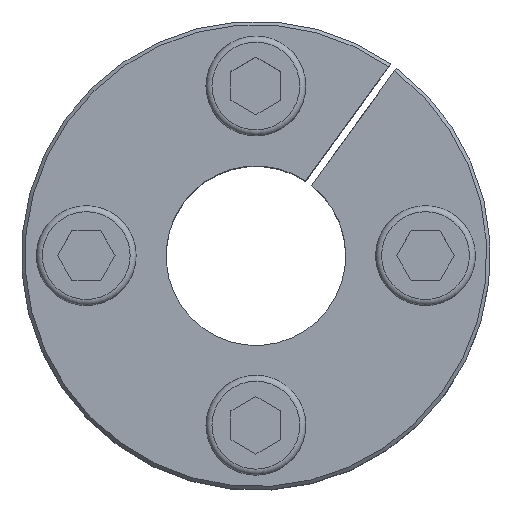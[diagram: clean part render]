
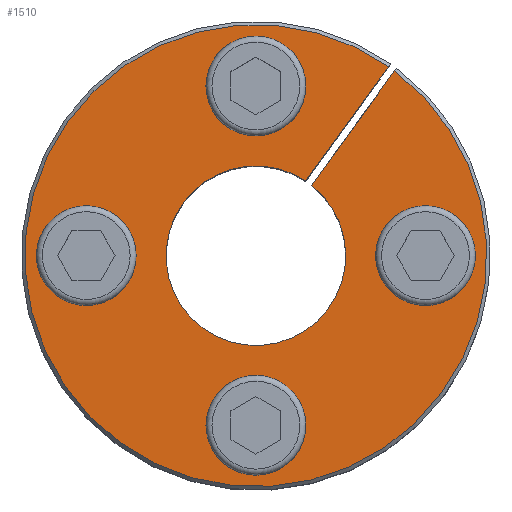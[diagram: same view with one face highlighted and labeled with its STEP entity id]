
A CAD part, top view. The second image highlights one B-rep face of the part: STEP entity #1510.
In plain terms, the highlighted planar face has unit normal (0, 0, 1).
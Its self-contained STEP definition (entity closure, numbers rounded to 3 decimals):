
#117=LINE('',#2523,#231);
#122=LINE('',#2534,#236);
#231=VECTOR('',#1996,1.);
#236=VECTOR('',#2003,1.);
#299=PLANE('',#1680);
#343=FACE_BOUND('',#549,.T.);
#344=FACE_BOUND('',#550,.T.);
#345=FACE_BOUND('',#551,.T.);
#346=FACE_BOUND('',#552,.T.);
#436=FACE_OUTER_BOUND('',#548,.T.);
#548=EDGE_LOOP('',(#1321,#1322,#1323,#1324));
#549=EDGE_LOOP('',(#1325));
#550=EDGE_LOOP('',(#1326));
#551=EDGE_LOOP('',(#1327));
#552=EDGE_LOOP('',(#1328));
#559=CIRCLE('',#1550,5.);
#566=CIRCLE('',#1570,5.);
#573=CIRCLE('',#1590,5.);
#580=CIRCLE('',#1610,5.);
#615=CIRCLE('',#1677,23.15);
#616=CIRCLE('',#1679,9.);
#636=VERTEX_POINT('',#2168);
#656=VERTEX_POINT('',#2240);
#676=VERTEX_POINT('',#2312);
#696=VERTEX_POINT('',#2384);
#718=VERTEX_POINT('',#2490);
#732=VERTEX_POINT('',#2521);
#735=VERTEX_POINT('',#2530);
#737=VERTEX_POINT('',#2533);
#778=EDGE_CURVE('',#636,#636,#559,.T.);
#804=EDGE_CURVE('',#656,#656,#566,.T.);
#830=EDGE_CURVE('',#676,#676,#573,.T.);
#856=EDGE_CURVE('',#696,#696,#580,.T.);
#903=EDGE_CURVE('',#718,#732,#117,.T.);
#908=EDGE_CURVE('',#737,#735,#122,.T.);
#943=EDGE_CURVE('',#718,#735,#615,.T.);
#944=EDGE_CURVE('',#732,#737,#616,.T.);
#1321=ORIENTED_EDGE('',*,*,#903,.T.);
#1322=ORIENTED_EDGE('',*,*,#944,.T.);
#1323=ORIENTED_EDGE('',*,*,#908,.T.);
#1324=ORIENTED_EDGE('',*,*,#943,.F.);
#1325=ORIENTED_EDGE('',*,*,#778,.T.);
#1326=ORIENTED_EDGE('',*,*,#804,.T.);
#1327=ORIENTED_EDGE('',*,*,#830,.T.);
#1328=ORIENTED_EDGE('',*,*,#856,.T.);
#1510=ADVANCED_FACE('',(#436,#343,#344,#345,#346),#299,.T.);
#1550=AXIS2_PLACEMENT_3D('',#2169,#1739,#1740);
#1570=AXIS2_PLACEMENT_3D('',#2241,#1797,#1798);
#1590=AXIS2_PLACEMENT_3D('',#2313,#1855,#1856);
#1610=AXIS2_PLACEMENT_3D('',#2385,#1913,#1914);
#1677=AXIS2_PLACEMENT_3D('',#2604,#2089,#2090);
#1679=AXIS2_PLACEMENT_3D('',#2606,#2093,#2094);
#1680=AXIS2_PLACEMENT_3D('',#2607,#2095,#2096);
#1739=DIRECTION('center_axis',(0.,0.,
-1.));
#1740=DIRECTION('ref_axis',(-1.,0.,0.));
#1797=DIRECTION('center_axis',(0.,0.,
-1.));
#1798=DIRECTION('ref_axis',(0.,-1.,0.));
#1855=DIRECTION('center_axis',(0.,0.,
-1.));
#1856=DIRECTION('ref_axis',(1.,0.,0.));
#1913=DIRECTION('center_axis',(0.,0.,
-1.));
#1914=DIRECTION('ref_axis',(0.,1.,0.));
#1996=DIRECTION('',(-0.588,-0.809,0.));
#2003=DIRECTION('',(0.588,0.809,0.));
#2089=DIRECTION('center_axis',(0.,0.,-1.));
#2090=DIRECTION('ref_axis',(0.,1.,0.));
#2093=DIRECTION('center_axis',(0.,0.,-1.));
#2094=DIRECTION('ref_axis',(0.,1.,0.));
#2095=DIRECTION('center_axis',(0.,0.,
1.));
#2096=DIRECTION('ref_axis',(0.,-1.,0.));
#2168=CARTESIAN_POINT('',(-22.,0.,0.));
#2169=CARTESIAN_POINT('Origin',(-17.,0.,0.));
#2240=CARTESIAN_POINT('',(0.,-22.,0.));
#2241=CARTESIAN_POINT('Origin',(0.,-17.,0.));
#2312=CARTESIAN_POINT('',(22.,0.,0.));
#2313=CARTESIAN_POINT('Origin',(17.,0.,0.));
#2384=CARTESIAN_POINT('',(0.,22.,0.));
#2385=CARTESIAN_POINT('Origin',(0.,17.,0.));
#2490=CARTESIAN_POINT('',(13.897,18.515,0.));
#2521=CARTESIAN_POINT('',(5.577,7.064,0.));
#2523=CARTESIAN_POINT('',(11.02,14.555,0.));
#2530=CARTESIAN_POINT('',(13.314,18.938,0.));
#2533=CARTESIAN_POINT('',(4.995,7.487,0.));
#2534=CARTESIAN_POINT('',(10.437,14.978,0.));
#2604=CARTESIAN_POINT('Origin',(0.,0.,0.));
#2606=CARTESIAN_POINT('Origin',(0.,0.,0.));
#2607=CARTESIAN_POINT('Origin',(0.,16.075,0.));
